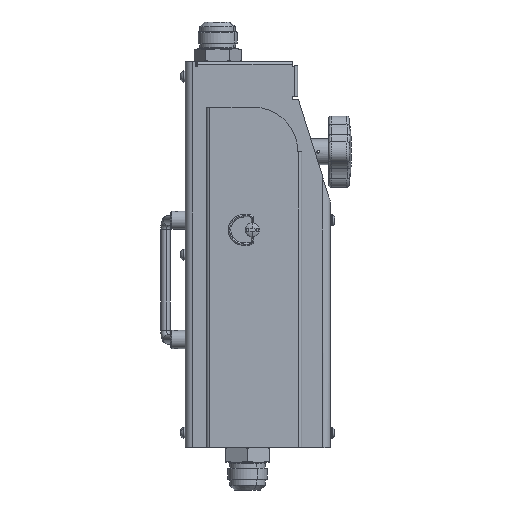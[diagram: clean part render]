
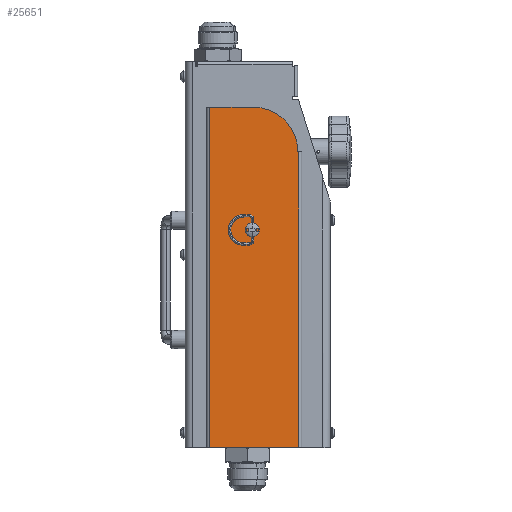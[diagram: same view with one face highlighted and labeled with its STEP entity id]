
A CAD part, left-side view. The second image highlights one B-rep face of the part: STEP entity #25651.
In plain terms, the highlighted planar face has unit normal (-1, 0, 0).
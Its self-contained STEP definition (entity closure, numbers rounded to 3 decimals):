
#715 = AXIS2_PLACEMENT_3D ( 'NONE', #23995, #6121, #23130 ) ;
#4880 = CARTESIAN_POINT ( 'NONE',  ( -67.812, 55.916, -85.578 ) ) ;
#6121 = DIRECTION ( 'NONE',  ( 1., 0., 0. ) ) ;
#6249 = CIRCLE ( 'NONE', #715, 3.493 ) ;
#6318 = CARTESIAN_POINT ( 'NONE',  ( -67.812, 58.44, -85.578 ) ) ;
#6598 = CARTESIAN_POINT ( 'NONE',  ( -67.812, 19.562, 100.096 ) ) ;
#6893 = DIRECTION ( 'NONE',  ( -1., 0., 0. ) ) ;
#7104 = EDGE_CURVE ( 'NONE', #45385, #51543, #54551, .T. ) ;
#7376 = ORIENTED_EDGE ( 'NONE', *, *, #42911, .F. ) ;
#7900 = LINE ( 'NONE', #43688, #53525 ) ;
#11251 = ORIENTED_EDGE ( 'NONE', *, *, #50846, .T. ) ;
#11287 = ORIENTED_EDGE ( 'NONE', *, *, #37393, .F. ) ;
#11580 = DIRECTION ( 'NONE',  ( 1., 0., 0. ) ) ;
#12515 = AXIS2_PLACEMENT_3D ( 'NONE', #16860, #11580, #30071 ) ;
#15489 = EDGE_CURVE ( 'NONE', #29256, #17458, #6249, .T. ) ;
#15792 = VECTOR ( 'NONE', #54872, 1000. ) ;
#16061 = DIRECTION ( 'NONE',  ( 0., 0., 1. ) ) ;
#16860 = CARTESIAN_POINT ( 'NONE',  ( -67.812, 18.814, 166.644 ) ) ;
#17458 = VERTEX_POINT ( 'NONE', #28095 ) ;
#18314 = VERTEX_POINT ( 'NONE', #44797 ) ;
#18582 = VECTOR ( 'NONE', #36080, 1000. ) ;
#18813 = CARTESIAN_POINT ( 'NONE',  ( -67.812, 58.44, -85.578 ) ) ;
#20005 = EDGE_CURVE ( 'NONE', #18314, #54168, #22939, .T. ) ;
#20450 = CARTESIAN_POINT ( 'NONE',  ( -67.812, -20.062, -85.578 ) ) ;
#22914 = VERTEX_POINT ( 'NONE', #46257 ) ;
#22939 = LINE ( 'NONE', #54314, #15792 ) ;
#23130 = DIRECTION ( 'NONE',  ( 0., -1., 0. ) ) ;
#23918 = AXIS2_PLACEMENT_3D ( 'NONE', #6598, #24462, #33250 ) ;
#23995 = CARTESIAN_POINT ( 'NONE',  ( -67.812, 19.562, 100.096 ) ) ;
#24188 = DIRECTION ( 'NONE',  ( 0., 1., 0. ) ) ;
#24462 = DIRECTION ( 'NONE',  ( 1., 0., 0. ) ) ;
#24802 = LINE ( 'NONE', #20450, #36062 ) ;
#25591 = CIRCLE ( 'NONE', #12515, 38.1 ) ;
#25651 = ADVANCED_FACE ( 'NONE', ( #47095, #28023 ), #28583, .T. ) ;
#28023 = FACE_OUTER_BOUND ( 'NONE', #43787, .T. ) ;
#28095 = CARTESIAN_POINT ( 'NONE',  ( -67.812, 16.069, 100.096 ) ) ;
#28583 = PLANE ( 'NONE',  #32646 ) ;
#28866 = CARTESIAN_POINT ( 'NONE',  ( -67.812, 18.814, 204.744 ) ) ;
#29256 = VERTEX_POINT ( 'NONE', #49817 ) ;
#30071 = DIRECTION ( 'NONE',  ( 0., 1., 0. ) ) ;
#30363 = VECTOR ( 'NONE', #39732, 1000. ) ;
#32646 = AXIS2_PLACEMENT_3D ( 'NONE', #6318, #6893, #24188 ) ;
#33229 = ORIENTED_EDGE ( 'NONE', *, *, #15489, .T. ) ;
#33250 = DIRECTION ( 'NONE',  ( 0., -1., 0. ) ) ;
#33734 = CARTESIAN_POINT ( 'NONE',  ( -67.812, -20.062, 166.644 ) ) ;
#36062 = VECTOR ( 'NONE', #16061, 1000. ) ;
#36080 = DIRECTION ( 'NONE',  ( 0., -1., 0. ) ) ;
#37393 = EDGE_CURVE ( 'NONE', #54168, #22914, #25591, .T. ) ;
#38850 = VERTEX_POINT ( 'NONE', #33734 ) ;
#39732 = DIRECTION ( 'NONE',  ( 0., 0., 1. ) ) ;
#41731 = CIRCLE ( 'NONE', #23918, 3.493 ) ;
#41765 = ORIENTED_EDGE ( 'NONE', *, *, #20005, .F. ) ;
#42911 = EDGE_CURVE ( 'NONE', #22914, #38850, #7900, .T. ) ;
#43688 = CARTESIAN_POINT ( 'NONE',  ( -67.812, 58.44, 166.644 ) ) ;
#43787 = EDGE_LOOP ( 'NONE', ( #48390, #7376, #11287, #41765, #44433, #47735 ) ) ;
#44433 = ORIENTED_EDGE ( 'NONE', *, *, #45616, .F. ) ;
#44459 = LINE ( 'NONE', #4880, #30363 ) ;
#44797 = CARTESIAN_POINT ( 'NONE',  ( -67.812, 55.916, 204.744 ) ) ;
#45385 = VERTEX_POINT ( 'NONE', #55574 ) ;
#45616 = EDGE_CURVE ( 'NONE', #45385, #18314, #44459, .T. ) ;
#46257 = CARTESIAN_POINT ( 'NONE',  ( -67.812, -19.286, 166.644 ) ) ;
#47095 = FACE_BOUND ( 'NONE', #56643, .T. ) ;
#47515 = DIRECTION ( 'NONE',  ( 0., -1., 0. ) ) ;
#47735 = ORIENTED_EDGE ( 'NONE', *, *, #7104, .T. ) ;
#48301 = CARTESIAN_POINT ( 'NONE',  ( -67.812, -20.062, -85.578 ) ) ;
#48390 = ORIENTED_EDGE ( 'NONE', *, *, #50612, .T. ) ;
#49817 = CARTESIAN_POINT ( 'NONE',  ( -67.812, 23.054, 100.096 ) ) ;
#50612 = EDGE_CURVE ( 'NONE', #51543, #38850, #24802, .T. ) ;
#50846 = EDGE_CURVE ( 'NONE', #17458, #29256, #41731, .T. ) ;
#51543 = VERTEX_POINT ( 'NONE', #48301 ) ;
#53525 = VECTOR ( 'NONE', #47515, 1000. ) ;
#54168 = VERTEX_POINT ( 'NONE', #28866 ) ;
#54314 = CARTESIAN_POINT ( 'NONE',  ( -67.812, 58.44, 204.744 ) ) ;
#54551 = LINE ( 'NONE', #18813, #18582 ) ;
#54872 = DIRECTION ( 'NONE',  ( 0., -1., 0. ) ) ;
#55574 = CARTESIAN_POINT ( 'NONE',  ( -67.812, 55.916, -85.578 ) ) ;
#56643 = EDGE_LOOP ( 'NONE', ( #11251, #33229 ) ) ;
